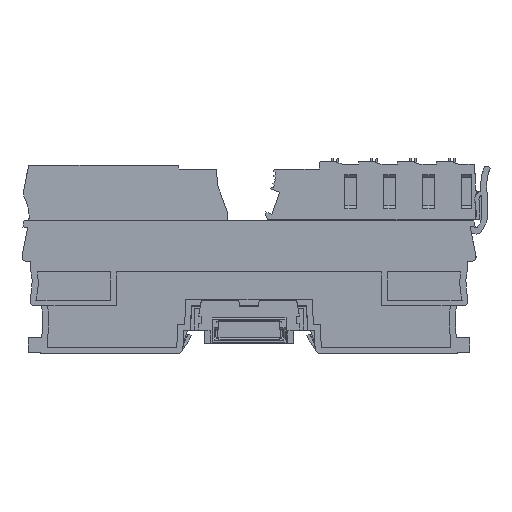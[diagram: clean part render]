
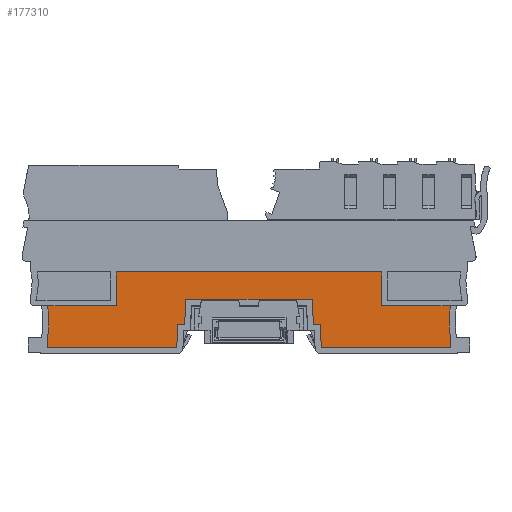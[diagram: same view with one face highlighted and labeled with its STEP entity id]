
A CAD part, left-side view. The second image highlights one B-rep face of the part: STEP entity #177310.
In plain terms, the highlighted face is planar.
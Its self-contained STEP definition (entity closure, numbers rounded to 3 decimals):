
#36490=CARTESIAN_POINT('',(78.816,4.471,
-31.));
#36500=VERTEX_POINT('',#36490);
#36530=CARTESIAN_POINT('',(-19.887,-7.648,
-31.));
#36540=DIRECTION('',(0.993,0.122,
0.));
#36550=VECTOR('',#36540,1.);
#36560=LINE('',#36530,#36550);
#36570=CARTESIAN_POINT('',(44.145,0.214,
-31.));
#36580=VERTEX_POINT('',#36570);
#36590=EDGE_CURVE('',#36580,#36500,#36560,.T.);
#37670=CARTESIAN_POINT('',(-20.667,-1.296,
-31.));
#37680=DIRECTION('',(0.993,0.122,
0.));
#37690=VECTOR('',#37680,1.);
#37700=LINE('',#37670,#37690);
#37710=CARTESIAN_POINT('',(41.242,6.305,
-31.));
#37720=VERTEX_POINT('',#37710);
#37730=CARTESIAN_POINT('',(43.144,6.539,
-31.));
#37740=VERTEX_POINT('',#37730);
#37750=EDGE_CURVE('',#37720,#37740,#37700,.T.);
#144480=CARTESIAN_POINT('',(110.904,15.564,
-31.));
#144490=DIRECTION('',(0.,0.,-1.));
#144500=DIRECTION('',(0.993,0.122,
0.));
#144510=AXIS2_PLACEMENT_3D('',#144480,#144490,#144500);
#144520=CIRCLE('',#144510,33.6);
#144530=CARTESIAN_POINT('',(78.581,6.387,
-31.));
#144540=VERTEX_POINT('',#144530);
#144550=CARTESIAN_POINT('',(77.304,15.771,
-31.));
#144560=VERTEX_POINT('',#144550);
#144570=EDGE_CURVE('',#144540,#144560,#144520,.T.);
#149220=CARTESIAN_POINT('',(73.498,47.784,
-31.));
#149230=DIRECTION('',(-0.122,0.993,
0.));
#149240=VECTOR('',#149230,1.);
#149250=LINE('',#149220,#149240);
#149260=EDGE_CURVE('',#36500,#144540,#149250,.T.);
#162410=CARTESIAN_POINT('',(37.315,43.341,
-31.));
#162420=DIRECTION('',(0.156,-0.988,
0.));
#162430=VECTOR('',#162420,1.);
#162440=LINE('',#162410,#162430);
#162450=EDGE_CURVE('',#37740,#36580,#162440,.T.);
#163360=CARTESIAN_POINT('',(58.916,13.513,
-31.));
#163370=VERTEX_POINT('',#163360);
#163400=CARTESIAN_POINT('',(-21.276,3.667,
-31.));
#163410=DIRECTION('',(0.993,0.122,
0.));
#163420=VECTOR('',#163410,1.);
#163430=LINE('',#163400,#163420);
#163440=EDGE_CURVE('',#163370,#144560,#163430,.T.);
#175170=CARTESIAN_POINT('',(-30.439,2.542,
-31.));
#175180=VERTEX_POINT('',#175170);
#175210=CARTESIAN_POINT('',(-21.276,3.667,
-31.));
#175220=DIRECTION('',(-0.993,-0.122,
0.));
#175230=VECTOR('',#175220,1.);
#175240=LINE('',#175210,#175230);
#175250=CARTESIAN_POINT('',(-12.051,4.799,
-31.));
#175260=VERTEX_POINT('',#175250);
#175270=EDGE_CURVE('',#175260,#175180,#175240,.T.);
#175710=CARTESIAN_POINT('',(-29.408,-6.872,
-31.));
#175720=VERTEX_POINT('',#175710);
#175750=CARTESIAN_POINT('',(-62.99,-5.788,
-31.));
#175760=DIRECTION('',(0.,0.,1.));
#175770=DIRECTION('',(-0.993,-0.122,
0.));
#175780=AXIS2_PLACEMENT_3D('',#175750,#175760,#175770);
#175790=CIRCLE('',#175780,33.6);
#175800=EDGE_CURVE('',#175720,#175180,#175790,.T.);
#176010=CARTESIAN_POINT('',(57.807,22.545,
-31.));
#176020=VERTEX_POINT('',#176010);
#176100=CARTESIAN_POINT('',(-13.16,13.831,
-31.));
#176110=VERTEX_POINT('',#176100);
#176140=CARTESIAN_POINT('',(-22.385,12.699,
-31.));
#176150=DIRECTION('',(-0.993,-0.122,
0.));
#176160=VECTOR('',#176150,1.);
#176170=LINE('',#176140,#176160);
#176180=EDGE_CURVE('',#176020,#176110,#176170,.T.);
#176350=CARTESIAN_POINT('',(-15.98,36.797,
-31.));
#176360=DIRECTION('',(-0.122,0.993,
0.));
#176370=VECTOR('',#176360,1.);
#176380=LINE('',#176350,#176370);
#176390=EDGE_CURVE('',#175260,#176110,#176380,.T.);
#176540=CARTESIAN_POINT('',(73.217,5.975,
-31.));
#176550=DIRECTION('',(0.,0.,1.));
#176560=DIRECTION('',(0.993,0.122,
0.));
#176570=AXIS2_PLACEMENT_3D('',#176540,#176550,#176560);
#176580=PLANE('',#176570);
#176590=ORIENTED_EDGE('',*,*,#36590,.F.);
#176600=ORIENTED_EDGE('',*,*,#149260,.F.);
#176610=ORIENTED_EDGE('',*,*,#144570,.F.);
#176620=ORIENTED_EDGE('',*,*,#163440,.T.);
#176630=CARTESIAN_POINT('',(54.987,45.511,
-31.));
#176640=DIRECTION('',(-0.122,0.993,
0.));
#176650=VECTOR('',#176640,1.);
#176660=LINE('',#176630,#176650);
#176670=EDGE_CURVE('',#163370,#176020,#176660,.T.);
#176680=ORIENTED_EDGE('',*,*,#176670,.F.);
#176690=ORIENTED_EDGE('',*,*,#176180,.F.);
#176700=ORIENTED_EDGE('',*,*,#176390,.T.);
#176710=ORIENTED_EDGE('',*,*,#175270,.F.);
#176720=ORIENTED_EDGE('',*,*,#175800,.T.);
#176730=CARTESIAN_POINT('',(-34.491,34.525,
-31.));
#176740=DIRECTION('',(-0.122,0.993,
0.));
#176750=VECTOR('',#176740,1.);
#176760=LINE('',#176730,#176750);
#176770=CARTESIAN_POINT('',(-29.173,-8.789,
-31.));
#176780=VERTEX_POINT('',#176770);
#176790=EDGE_CURVE('',#176780,#175720,#176760,.T.);
#176800=ORIENTED_EDGE('',*,*,#176790,.T.);
#176810=CARTESIAN_POINT('',(-19.887,-7.648,
-31.));
#176820=DIRECTION('',(-0.993,-0.122,
0.));
#176830=VECTOR('',#176820,1.);
#176840=LINE('',#176810,#176830);
#176850=CARTESIAN_POINT('',(5.498,-4.532,
-31.));
#176860=VERTEX_POINT('',#176850);
#176870=EDGE_CURVE('',#176860,#176780,#176840,.T.);
#176880=ORIENTED_EDGE('',*,*,#176870,.T.);
#176890=CARTESIAN_POINT('',(1.693,38.967,
-31.));
#176900=DIRECTION('',(0.087,-0.996,
0.));
#176910=VECTOR('',#176900,1.);
#176920=LINE('',#176890,#176910);
#176930=CARTESIAN_POINT('',(4.94,1.848,
-31.));
#176940=VERTEX_POINT('',#176930);
#176950=EDGE_CURVE('',#176940,#176860,#176920,.T.);
#176960=ORIENTED_EDGE('',*,*,#176950,.T.);
#176970=CARTESIAN_POINT('',(-20.667,-1.296,
-31.));
#176980=DIRECTION('',(0.993,0.122,
0.));
#176990=VECTOR('',#176980,1.);
#177000=LINE('',#176970,#176990);
#177010=CARTESIAN_POINT('',(6.842,2.082,
-31.));
#177020=VERTEX_POINT('',#177010);
#177030=EDGE_CURVE('',#176940,#177020,#177000,.T.);
#177040=ORIENTED_EDGE('',*,*,#177030,.F.);
#177050=CARTESIAN_POINT('',(3.595,39.201,
-31.));
#177060=DIRECTION('',(0.087,-0.996,
0.));
#177070=VECTOR('',#177060,1.);
#177080=LINE('',#177050,#177070);
#177090=CARTESIAN_POINT('',(6.253,8.81,
-31.));
#177100=VERTEX_POINT('',#177090);
#177110=EDGE_CURVE('',#177100,#177020,#177080,.T.);
#177120=ORIENTED_EDGE('',*,*,#177110,.T.);
#177130=CARTESIAN_POINT('',(-21.49,5.404,
-31.));
#177140=DIRECTION('',(-0.993,-0.122,
0.));
#177150=VECTOR('',#177140,1.);
#177160=LINE('',#177130,#177150);
#177170=CARTESIAN_POINT('',(40.185,12.976,
-31.));
#177180=VERTEX_POINT('',#177170);
#177190=EDGE_CURVE('',#177180,#177100,#177160,.T.);
#177200=ORIENTED_EDGE('',*,*,#177190,.T.);
#177210=CARTESIAN_POINT('',(35.413,43.108,
-31.));
#177220=DIRECTION('',(0.156,-0.988,
0.));
#177230=VECTOR('',#177220,1.);
#177240=LINE('',#177210,#177230);
#177250=EDGE_CURVE('',#177180,#37720,#177240,.T.);
#177260=ORIENTED_EDGE('',*,*,#177250,.F.);
#177270=ORIENTED_EDGE('',*,*,#37750,.F.);
#177280=ORIENTED_EDGE('',*,*,#162450,.F.);
#177290=EDGE_LOOP('',(#177280,#177270,#177260,#177200,#177120,#177040,
#176960,#176880,#176800,#176720,#176710,#176700,#176690,#176680,#176620,
#176610,#176600,#176590));
#177300=FACE_OUTER_BOUND('',#177290,.T.);
#177310=ADVANCED_FACE('',(#177300),#176580,.F.);
